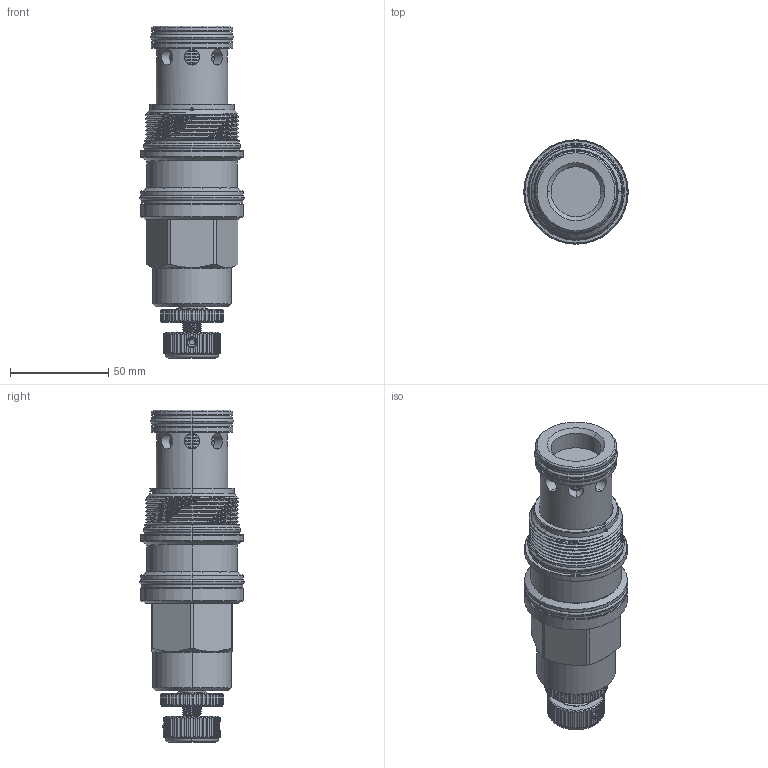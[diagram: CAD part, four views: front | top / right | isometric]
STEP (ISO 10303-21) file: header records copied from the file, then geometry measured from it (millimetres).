
FILE_DESCRIPTION (( 'STEP AP203' ), '1' );
FILE_NAME ('RV19A30-K.STEP', '2016-08-09T01:03:14', ( '' ), ( '' ), 'SwSTEP 2.0', 'SolidWorks 2012', '' );
FILE_SCHEMA (( 'CONFIG_CONTROL_DESIGN' ));
Products named in the file (1): RV19A30-K
Bounding box: 53.11 x 53.11 x 168.93 mm (x, y, z)
Volume: 217204.9 mm3; surface area: 42530.7 mm2
Topology: 7 solids, 10 shells, 862 faces, 2382 edges, 1480 vertices
Faces by surface type: cylinder 520, plane 176, cone 64, torus 62, bspline 36, sphere 4
Entity records: 51969 total; most frequent: CARTESIAN_POINT 31024, ORIENTED_EDGE 4736, DIRECTION 4072, EDGE_CURVE 2368, AXIS2_PLACEMENT_3D 1643, VERTEX_POINT 1480, EDGE_LOOP 922, ADVANCED_FACE 862
